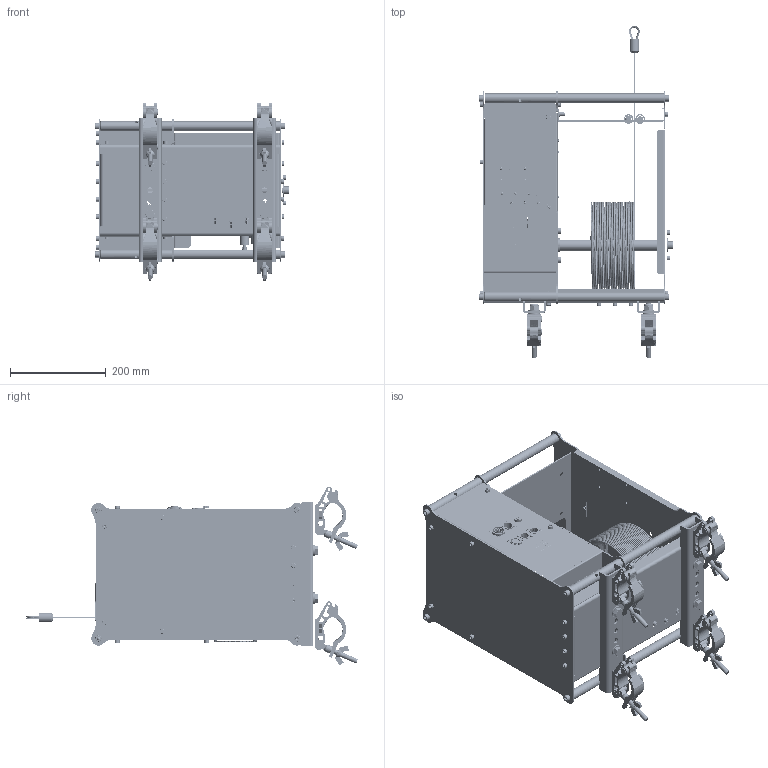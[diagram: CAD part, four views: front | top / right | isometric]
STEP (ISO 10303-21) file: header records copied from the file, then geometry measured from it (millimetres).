
FILE_DESCRIPTION (( 'STEP AP214' ), '1' );
FILE_NAME ('245.3001_Main_Assembly.STEP', '2022-12-13T08:24:41', ( '' ), ( '' ), 'SwSTEP 2.0', 'SolidWorks 2022', '' );
FILE_SCHEMA (( 'AUTOMOTIVE_DESIGN' ));
Length unit declared in the file: millimetre
Products named in the file (1): 245.3001_Main_Assembly
Bounding box: 404.68 x 693.31 x 372.37 mm (x, y, z)
Surface area: 1768291.6 mm2 (no closed solid volume)
Topology: 0 solids, 302 shells, 1956 faces, 6685 edges, 4846 vertices
Faces by surface type: plane 782, cylinder 611, bspline 249, torus 174, cone 129, sphere 11
Entity records: 120856 total; most frequent: CARTESIAN_POINT 43330, DIRECTION 11649, ORIENTED_EDGE 10125, EDGE_CURVE 6640, VERTEX_POINT 4846, AXIS2_PLACEMENT_3D 4303, LINE 3043, VECTOR 3043
